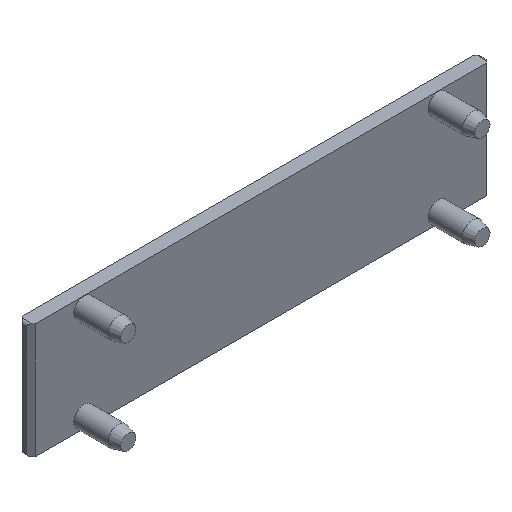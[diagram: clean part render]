
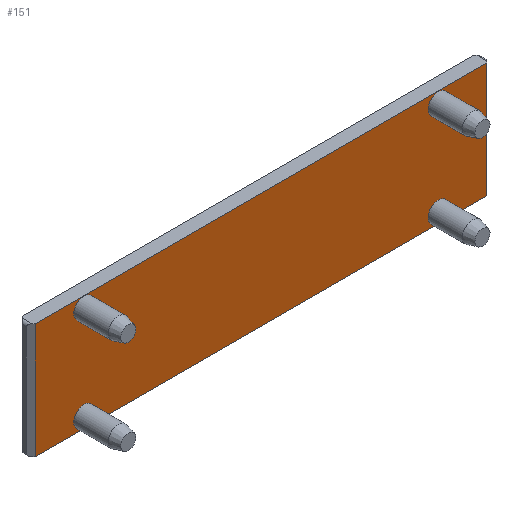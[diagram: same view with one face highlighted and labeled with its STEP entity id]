
A CAD part, isometric view. The second image highlights one B-rep face of the part: STEP entity #151.
In plain terms, the highlighted planar face has unit normal (0, -1, 0).
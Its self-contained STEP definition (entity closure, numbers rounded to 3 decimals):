
#117=FACE_BOUND('',#208,.T.);
#118=FACE_BOUND('',#209,.T.);
#119=FACE_BOUND('',#210,.T.);
#120=FACE_BOUND('',#211,.T.);
#121=FACE_BOUND('',#212,.T.);
#138=CIRCLE('',#483,1.15);
#139=CIRCLE('',#484,1.15);
#140=CIRCLE('',#485,1.15);
#141=CIRCLE('',#486,1.15);
#151=ADVANCED_FACE('',(#117,#118,#119,#120,#121),#177,.T.);
#177=PLANE('',#487);
#208=EDGE_LOOP('',(#253));
#209=EDGE_LOOP('',(#254));
#210=EDGE_LOOP('',(#255));
#211=EDGE_LOOP('',(#256));
#212=EDGE_LOOP('',(#257,#258,#259,#260));
#253=ORIENTED_EDGE('',*,*,#385,.F.);
#254=ORIENTED_EDGE('',*,*,#386,.F.);
#255=ORIENTED_EDGE('',*,*,#387,.F.);
#256=ORIENTED_EDGE('',*,*,#388,.F.);
#257=ORIENTED_EDGE('',*,*,#379,.T.);
#258=ORIENTED_EDGE('',*,*,#389,.T.);
#259=ORIENTED_EDGE('',*,*,#390,.T.);
#260=ORIENTED_EDGE('',*,*,#391,.T.);
#343=VERTEX_POINT('',#655);
#344=VERTEX_POINT('',#657);
#349=VERTEX_POINT('',#669);
#350=VERTEX_POINT('',#671);
#351=VERTEX_POINT('',#673);
#352=VERTEX_POINT('',#675);
#353=VERTEX_POINT('',#677);
#354=VERTEX_POINT('',#679);
#379=EDGE_CURVE('',#344,#343,#427,.T.);
#385=EDGE_CURVE('',#349,#349,#138,.T.);
#386=EDGE_CURVE('',#350,#350,#139,.T.);
#387=EDGE_CURVE('',#351,#351,#140,.T.);
#388=EDGE_CURVE('',#352,#352,#141,.T.);
#389=EDGE_CURVE('',#343,#353,#433,.T.);
#390=EDGE_CURVE('',#353,#354,#434,.T.);
#391=EDGE_CURVE('',#354,#344,#435,.T.);
#427=LINE('',#656,#455);
#433=LINE('',#676,#461);
#434=LINE('',#678,#462);
#435=LINE('',#680,#463);
#455=VECTOR('',#532,1.);
#461=VECTOR('',#548,1.);
#462=VECTOR('',#549,1.);
#463=VECTOR('',#550,1.);
#483=AXIS2_PLACEMENT_3D('',#668,#540,#541);
#484=AXIS2_PLACEMENT_3D('',#670,#542,#543);
#485=AXIS2_PLACEMENT_3D('',#672,#544,#545);
#486=AXIS2_PLACEMENT_3D('',#674,#546,#547);
#487=AXIS2_PLACEMENT_3D('',#681,#551,#552);
#532=DIRECTION('',(-1.,0.,0.));
#540=DIRECTION('',(0.,-1.,0.));
#541=DIRECTION('',(0.,0.,-1.));
#542=DIRECTION('',(0.,-1.,0.));
#543=DIRECTION('',(0.,0.,-1.));
#544=DIRECTION('',(0.,-1.,0.));
#545=DIRECTION('',(0.,0.,-1.));
#546=DIRECTION('',(0.,-1.,0.));
#547=DIRECTION('',(0.,0.,-1.));
#548=DIRECTION('',(0.,0.,-1.));
#549=DIRECTION('',(1.,0.,0.));
#550=DIRECTION('',(0.,0.,1.));
#551=DIRECTION('',(0.,-1.,0.));
#552=DIRECTION('',(0.,0.,-1.));
#655=CARTESIAN_POINT('',(-25.5,69.,37.5));
#656=CARTESIAN_POINT('',(0.,69.,37.5));
#657=CARTESIAN_POINT('',(25.5,69.,37.5));
#668=CARTESIAN_POINT('',(20.,69.,36.3));
#669=CARTESIAN_POINT('',(20.,69.,35.15));
#670=CARTESIAN_POINT('',(20.,69.,25.7));
#671=CARTESIAN_POINT('',(20.,69.,24.55));
#672=CARTESIAN_POINT('',(-20.,69.,36.3));
#673=CARTESIAN_POINT('',(-20.,69.,35.15));
#674=CARTESIAN_POINT('',(-20.,69.,25.7));
#675=CARTESIAN_POINT('',(-20.,69.,24.55));
#676=CARTESIAN_POINT('',(-25.5,69.,24.5));
#677=CARTESIAN_POINT('',(-25.5,69.,24.5));
#678=CARTESIAN_POINT('',(0.,69.,24.5));
#679=CARTESIAN_POINT('',(25.5,69.,24.5));
#680=CARTESIAN_POINT('',(25.5,69.,24.5));
#681=CARTESIAN_POINT('',(0.,69.,24.5));
